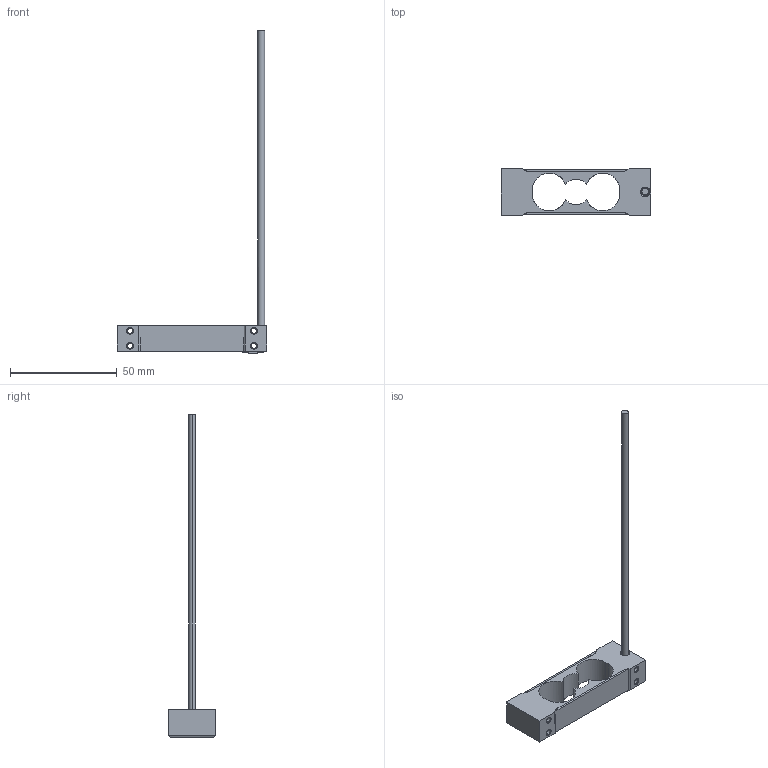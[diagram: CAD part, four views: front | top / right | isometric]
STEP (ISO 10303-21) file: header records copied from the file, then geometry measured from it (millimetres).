
FILE_DESCRIPTION(('STEP AP214'),'1');
FILE_NAME('CB17-11.stp','2020-05-11T08:08:10',('Alessio Stucchi'),('Pavone Sistemi srl'),'Spatial InterOp 3D',' ',' ');
FILE_SCHEMA(('AUTOMOTIVE_DESIGN { 1 0 10303 214 1 1 1 1 }'));
Length unit declared in the file: inch
Products named in the file (1): Part_649
Bounding box: 70 x 22 x 151 mm (x, y, z)
Volume: 12029 mm3; surface area: 10677.4 mm2
Topology: 2 solids, 2 shells, 74 faces, 529 edges, 456 vertices
Faces by surface type: revolution 40, bspline 34
Entity records: 8046 total; most frequent: CARTESIAN_POINT 3112, ORIENTED_EDGE 1056, DIRECTION 888, EDGE_CURVE 528, VERTEX_POINT 456, AXIS2_PLACEMENT_3D 387, CIRCLE 385, B_SPLINE_CURVE_WITH_KNOTS 98
